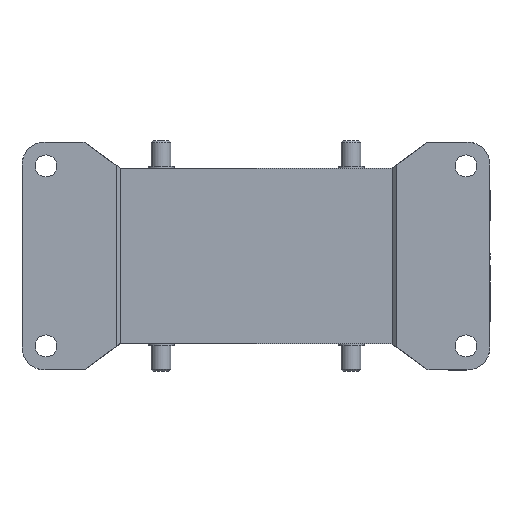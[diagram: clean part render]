
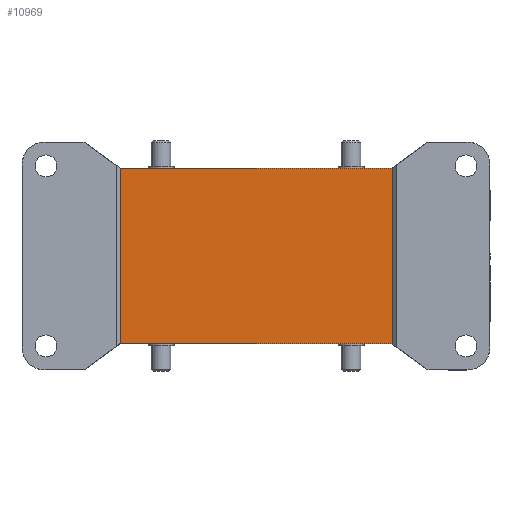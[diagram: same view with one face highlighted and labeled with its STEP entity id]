
A CAD part, front view. The second image highlights one B-rep face of the part: STEP entity #10969.
In plain terms, the highlighted planar face has unit normal (0, -1, 0).
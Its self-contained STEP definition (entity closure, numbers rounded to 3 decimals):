
#1749 = ORIENTED_EDGE ( 'NONE', *, *, #8156, .T. ) ;
#1750 = ORIENTED_EDGE ( 'NONE', *, *, #8157, .T. ) ;
#1751 = ORIENTED_EDGE ( 'NONE', *, *, #8155, .T. ) ;
#1752 = ORIENTED_EDGE ( 'NONE', *, *, #8158, .F. ) ;
#4859 = PLANE ( 'NONE',  #9033 ) ;
#4860 = CARTESIAN_POINT ( 'NONE',  ( 0., 1., 0. ) ) ;
#4861 = DIRECTION ( 'NONE',  ( 0., -1., 0. ) ) ;
#4862 = DIRECTION ( 'NONE',  ( 0., 0., -1. ) ) ;
#5818 = EDGE_LOOP ( 'NONE', ( #1749, #1751, #1750, #1752 ) ) ;
#5964 = CARTESIAN_POINT ( 'NONE',  ( 34., 1., -21.936 ) ) ;
#5975 = CARTESIAN_POINT ( 'NONE',  ( -34., 1., -21.936 ) ) ;
#5989 = CARTESIAN_POINT ( 'NONE',  ( -34., 1., 21.936 ) ) ;
#6016 = CARTESIAN_POINT ( 'NONE',  ( 34., 1., 21.936 ) ) ;
#8155 = EDGE_CURVE ( 'NONE', #11440, #11423, #9507, .T. ) ;
#8156 = EDGE_CURVE ( 'NONE', #11476, #11440, #9510, .T. ) ;
#8157 = EDGE_CURVE ( 'NONE', #11423, #11817, #9513, .T. ) ;
#8158 = EDGE_CURVE ( 'NONE', #11476, #11817, #9516, .T. ) ;
#8735 = VECTOR ( 'NONE', #9509, 1000. ) ;
#8736 = VECTOR ( 'NONE', #9512, 1000. ) ;
#8737 = VECTOR ( 'NONE', #9515, 1000. ) ;
#8739 = VECTOR ( 'NONE', #9518, 1000. ) ;
#9028 = FACE_OUTER_BOUND ( 'NONE', #5818, .T. ) ;
#9033 = AXIS2_PLACEMENT_3D ( 'NONE', #4860, #4861, #4862 ) ;
#9507 = LINE ( 'NONE', #9508, #8735 ) ;
#9508 = CARTESIAN_POINT ( 'NONE',  ( 0., 1., -21.936 ) ) ;
#9509 = DIRECTION ( 'NONE',  ( 1., 0., 0. ) ) ;
#9510 = LINE ( 'NONE', #9511, #8736 ) ;
#9511 = CARTESIAN_POINT ( 'NONE',  ( -34., 1., 0. ) ) ;
#9512 = DIRECTION ( 'NONE',  ( 0., 0., -1. ) ) ;
#9513 = LINE ( 'NONE', #9514, #8737 ) ;
#9514 = CARTESIAN_POINT ( 'NONE',  ( 34., 1., 0. ) ) ;
#9515 = DIRECTION ( 'NONE',  ( 0., 0., 1. ) ) ;
#9516 = LINE ( 'NONE', #9517, #8739 ) ;
#9517 = CARTESIAN_POINT ( 'NONE',  ( -41.628, 1., 21.936 ) ) ;
#9518 = DIRECTION ( 'NONE',  ( 1., 0., 0. ) ) ;
#10969 = ADVANCED_FACE ( 'NONE', ( #9028 ), #4859, .T. ) ;
#11423 = VERTEX_POINT ( 'NONE', #5964 ) ;
#11440 = VERTEX_POINT ( 'NONE', #5975 ) ;
#11476 = VERTEX_POINT ( 'NONE', #5989 ) ;
#11817 = VERTEX_POINT ( 'NONE', #6016 ) ;
